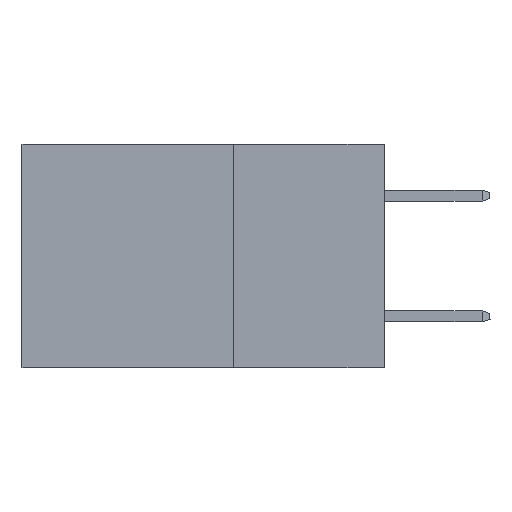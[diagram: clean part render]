
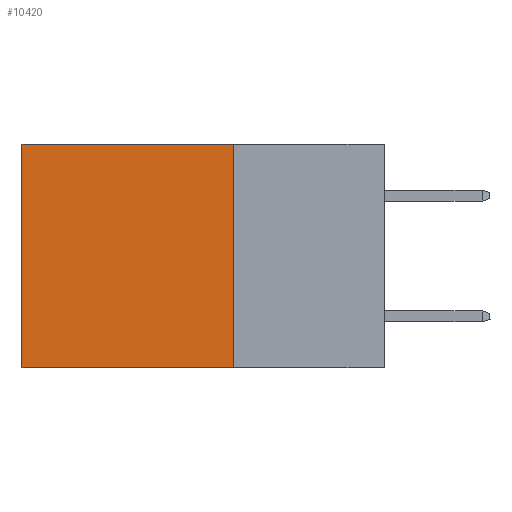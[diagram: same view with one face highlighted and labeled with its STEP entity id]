
A CAD part, left-side view. The second image highlights one B-rep face of the part: STEP entity #10420.
In plain terms, the highlighted planar face has unit normal (-1, 0, 0).
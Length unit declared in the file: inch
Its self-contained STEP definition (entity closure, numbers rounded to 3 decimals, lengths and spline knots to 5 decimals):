
#285 = DIRECTION ( 'NONE',  ( 1., 0., 0. ) ) ;
#345 = VERTEX_POINT ( 'NONE', #4134 ) ;
#386 = DIRECTION ( 'NONE',  ( 0., 0., -1. ) ) ;
#973 = ORIENTED_EDGE ( 'NONE', *, *, #2291, .F. ) ;
#2084 = LINE ( 'NONE', #3127, #29368 ) ;
#2291 = EDGE_CURVE ( 'NONE', #2638, #4126, #23558, .T. ) ;
#2638 = VERTEX_POINT ( 'NONE', #20407 ) ;
#3059 = CARTESIAN_POINT ( 'NONE',  ( 0.298, 0.25, 0. ) ) ;
#3127 = CARTESIAN_POINT ( 'NONE',  ( 0.298, 0.25, -0.37 ) ) ;
#3672 = EDGE_CURVE ( 'NONE', #4126, #345, #2084, .T. ) ;
#3733 = DIRECTION ( 'NONE',  ( 0., 0., -1. ) ) ;
#4126 = VERTEX_POINT ( 'NONE', #6953 ) ;
#4134 = CARTESIAN_POINT ( 'NONE',  ( 0.298, 0.6, -0.37 ) ) ;
#4980 = EDGE_CURVE ( 'NONE', #2638, #9732, #15434, .T. ) ;
#4998 = ORIENTED_EDGE ( 'NONE', *, *, #29111, .T. ) ;
#6518 = CARTESIAN_POINT ( 'NONE',  ( 0.298, 0.25, 0. ) ) ;
#6588 = ORIENTED_EDGE ( 'NONE', *, *, #4980, .T. ) ;
#6844 = PLANE ( 'NONE',  #23064 ) ;
#6953 = CARTESIAN_POINT ( 'NONE',  ( 0.298, 0.25, -0.37 ) ) ;
#9732 = VERTEX_POINT ( 'NONE', #23335 ) ;
#10009 = FACE_OUTER_BOUND ( 'NONE', #11251, .T. ) ;
#10420 = ADVANCED_FACE ( 'NONE', ( #10009 ), #6844, .F. ) ;
#11251 = EDGE_LOOP ( 'NONE', ( #4998, #18792, #973, #6588 ) ) ;
#15434 = LINE ( 'NONE', #3059, #21605 ) ;
#15654 = DIRECTION ( 'NONE',  ( 0., 0., -1. ) ) ;
#16156 = VECTOR ( 'NONE', #3733, 39.37008 ) ;
#17104 = DIRECTION ( 'NONE',  ( 0., 1., 0. ) ) ;
#17138 = DIRECTION ( 'NONE',  ( 0., 1., 0. ) ) ;
#18428 = VECTOR ( 'NONE', #15654, 39.37008 ) ;
#18792 = ORIENTED_EDGE ( 'NONE', *, *, #3672, .F. ) ;
#20407 = CARTESIAN_POINT ( 'NONE',  ( 0.298, 0.25, 0. ) ) ;
#21605 = VECTOR ( 'NONE', #17138, 39.37008 ) ;
#23064 = AXIS2_PLACEMENT_3D ( 'NONE', #29624, #285, #386 ) ;
#23335 = CARTESIAN_POINT ( 'NONE',  ( 0.298, 0.6, 0. ) ) ;
#23558 = LINE ( 'NONE', #6518, #18428 ) ;
#28910 = LINE ( 'NONE', #29549, #16156 ) ;
#29111 = EDGE_CURVE ( 'NONE', #9732, #345, #28910, .T. ) ;
#29368 = VECTOR ( 'NONE', #17104, 39.37008 ) ;
#29549 = CARTESIAN_POINT ( 'NONE',  ( 0.298, 0.6, 0. ) ) ;
#29624 = CARTESIAN_POINT ( 'NONE',  ( 0.298, 0.25, 0. ) ) ;
